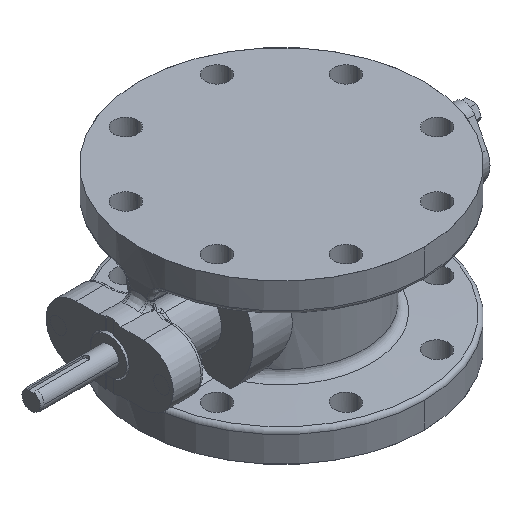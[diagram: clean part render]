
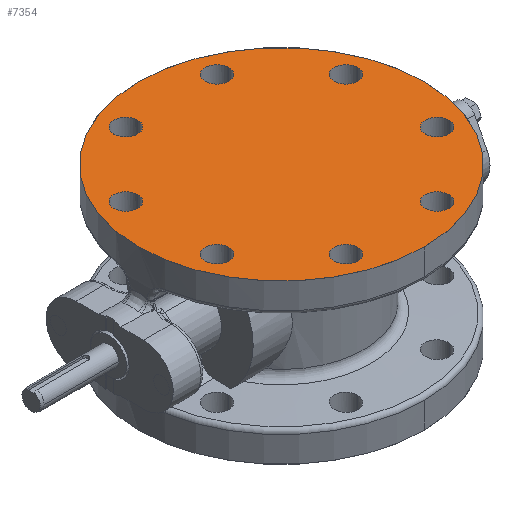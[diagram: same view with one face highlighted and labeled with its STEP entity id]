
A CAD part, isometric view. The second image highlights one B-rep face of the part: STEP entity #7354.
In plain terms, the highlighted planar face has unit normal (0, 0, 1).
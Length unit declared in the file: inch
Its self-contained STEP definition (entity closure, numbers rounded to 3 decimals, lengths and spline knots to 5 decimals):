
#1445=CARTESIAN_POINT('',(0.,0.,2.5));
#1446=DIRECTION('',(0.,0.,-1.));
#1447=DIRECTION('',(0.,1.,0.));
#1448=AXIS2_PLACEMENT_3D('',#1445,#1446,#1447);
#1455=CARTESIAN_POINT('',(1.43506,3.46455,2.5));
#1456=DIRECTION('',(0.,0.,1.));
#1457=DIRECTION('',(1.,0.,0.));
#1458=AXIS2_PLACEMENT_3D('',#1455,#1456,#1457);
#1460=CARTESIAN_POINT('',(1.43506,3.46455,2.5));
#1461=DIRECTION('',(0.,0.,1.));
#1462=DIRECTION('',(-1.,0.,0.));
#1463=AXIS2_PLACEMENT_3D('',#1460,#1461,#1462);
#1465=CARTESIAN_POINT('',(3.46455,1.43506,2.5));
#1466=DIRECTION('',(0.,0.,1.));
#1467=DIRECTION('',(1.,0.,0.));
#1468=AXIS2_PLACEMENT_3D('',#1465,#1466,#1467);
#1470=CARTESIAN_POINT('',(3.46455,1.43506,2.5));
#1471=DIRECTION('',(0.,0.,1.));
#1472=DIRECTION('',(-1.,0.,0.));
#1473=AXIS2_PLACEMENT_3D('',#1470,#1471,#1472);
#1475=CARTESIAN_POINT('',(-1.43506,3.46455,2.5));
#1476=DIRECTION('',(0.,0.,1.));
#1477=DIRECTION('',(1.,0.,0.));
#1478=AXIS2_PLACEMENT_3D('',#1475,#1476,#1477);
#1480=CARTESIAN_POINT('',(-1.43506,3.46455,2.5));
#1481=DIRECTION('',(0.,0.,1.));
#1482=DIRECTION('',(-1.,0.,0.));
#1483=AXIS2_PLACEMENT_3D('',#1480,#1481,#1482);
#1485=CARTESIAN_POINT('',(-3.46455,1.43506,2.5));
#1486=DIRECTION('',(0.,0.,1.));
#1487=DIRECTION('',(1.,0.,0.));
#1488=AXIS2_PLACEMENT_3D('',#1485,#1486,#1487);
#1490=CARTESIAN_POINT('',(-3.46455,1.43506,2.5));
#1491=DIRECTION('',(0.,0.,1.));
#1492=DIRECTION('',(-1.,0.,0.));
#1493=AXIS2_PLACEMENT_3D('',#1490,#1491,#1492);
#1495=CARTESIAN_POINT('',(-3.46455,-1.43506,2.5));
#1496=DIRECTION('',(0.,0.,1.));
#1497=DIRECTION('',(1.,0.,0.));
#1498=AXIS2_PLACEMENT_3D('',#1495,#1496,#1497);
#1500=CARTESIAN_POINT('',(-3.46455,-1.43506,2.5));
#1501=DIRECTION('',(0.,0.,1.));
#1502=DIRECTION('',(-1.,0.,0.));
#1503=AXIS2_PLACEMENT_3D('',#1500,#1501,#1502);
#1505=CARTESIAN_POINT('',(3.46455,-1.43506,2.5));
#1506=DIRECTION('',(0.,0.,1.));
#1507=DIRECTION('',(1.,0.,0.));
#1508=AXIS2_PLACEMENT_3D('',#1505,#1506,#1507);
#1510=CARTESIAN_POINT('',(3.46455,-1.43506,2.5));
#1511=DIRECTION('',(0.,0.,1.));
#1512=DIRECTION('',(-1.,0.,0.));
#1513=AXIS2_PLACEMENT_3D('',#1510,#1511,#1512);
#1515=CARTESIAN_POINT('',(1.43506,-3.46455,2.5));
#1516=DIRECTION('',(0.,0.,1.));
#1517=DIRECTION('',(1.,0.,0.));
#1518=AXIS2_PLACEMENT_3D('',#1515,#1516,#1517);
#1520=CARTESIAN_POINT('',(1.43506,-3.46455,2.5));
#1521=DIRECTION('',(0.,0.,1.));
#1522=DIRECTION('',(-1.,0.,0.));
#1523=AXIS2_PLACEMENT_3D('',#1520,#1521,#1522);
#1525=CARTESIAN_POINT('',(-1.43506,-3.46455,2.5));
#1526=DIRECTION('',(0.,0.,1.));
#1527=DIRECTION('',(1.,0.,0.));
#1528=AXIS2_PLACEMENT_3D('',#1525,#1526,#1527);
#1530=CARTESIAN_POINT('',(-1.43506,-3.46455,2.5));
#1531=DIRECTION('',(0.,0.,1.));
#1532=DIRECTION('',(-1.,0.,0.));
#1533=AXIS2_PLACEMENT_3D('',#1530,#1531,#1532);
#1535=CARTESIAN_POINT('',(0.,0.,2.5));
#1536=DIRECTION('',(0.,0.,-1.));
#1537=DIRECTION('',(0.,-1.,0.));
#1538=AXIS2_PLACEMENT_3D('',#1535,#1536,#1537);
#6180=CARTESIAN_POINT('',(0.,4.49999,2.5));
#6181=CARTESIAN_POINT('',(0.,-4.49999,2.5));
#6182=VERTEX_POINT('',#6180);
#6183=VERTEX_POINT('',#6181);
#6459=CARTESIAN_POINT('',(1.81006,3.46455,2.5));
#6460=CARTESIAN_POINT('',(1.06006,3.46455,2.5));
#6461=VERTEX_POINT('',#6459);
#6462=VERTEX_POINT('',#6460);
#6463=CARTESIAN_POINT('',(3.83955,1.43506,2.5));
#6464=CARTESIAN_POINT('',(3.08955,1.43506,2.5));
#6465=VERTEX_POINT('',#6463);
#6466=VERTEX_POINT('',#6464);
#6467=CARTESIAN_POINT('',(-1.06006,3.46455,2.5));
#6468=CARTESIAN_POINT('',(-1.81006,3.46455,2.5));
#6469=VERTEX_POINT('',#6467);
#6470=VERTEX_POINT('',#6468);
#6471=CARTESIAN_POINT('',(-3.08955,1.43506,2.5));
#6472=CARTESIAN_POINT('',(-3.83955,1.43506,2.5));
#6473=VERTEX_POINT('',#6471);
#6474=VERTEX_POINT('',#6472);
#6475=CARTESIAN_POINT('',(-3.08955,-1.43506,2.5));
#6476=CARTESIAN_POINT('',(-3.83955,-1.43506,2.5));
#6477=VERTEX_POINT('',#6475);
#6478=VERTEX_POINT('',#6476);
#6479=CARTESIAN_POINT('',(3.83955,-1.43506,2.5));
#6480=CARTESIAN_POINT('',(3.08955,-1.43506,2.5));
#6481=VERTEX_POINT('',#6479);
#6482=VERTEX_POINT('',#6480);
#6483=CARTESIAN_POINT('',(1.81006,-3.46455,2.5));
#6484=CARTESIAN_POINT('',(1.06006,-3.46455,2.5));
#6485=VERTEX_POINT('',#6483);
#6486=VERTEX_POINT('',#6484);
#6487=CARTESIAN_POINT('',(-1.06006,-3.46455,2.5));
#6488=CARTESIAN_POINT('',(-1.81006,-3.46455,2.5));
#6489=VERTEX_POINT('',#6487);
#6490=VERTEX_POINT('',#6488);
#7296=CARTESIAN_POINT('',(0.,0.,2.5));
#7297=DIRECTION('',(0.,0.,-1.));
#7298=DIRECTION('',(0.,-1.,0.));
#7299=AXIS2_PLACEMENT_3D('',#7296,#7297,#7298);
#7300=PLANE('',#7299);
#7301=ORIENTED_EDGE('',*,*,#7286,.T.);
#7303=ORIENTED_EDGE('',*,*,#7302,.T.);
#7304=EDGE_LOOP('',(#7301,#7303));
#7305=FACE_OUTER_BOUND('',#7304,.F.);
#7307=ORIENTED_EDGE('',*,*,#7306,.T.);
#7309=ORIENTED_EDGE('',*,*,#7308,.T.);
#7310=EDGE_LOOP('',(#7307,#7309));
#7311=FACE_BOUND('',#7310,.F.);
#7313=ORIENTED_EDGE('',*,*,#7312,.T.);
#7315=ORIENTED_EDGE('',*,*,#7314,.T.);
#7316=EDGE_LOOP('',(#7313,#7315));
#7317=FACE_BOUND('',#7316,.F.);
#7319=ORIENTED_EDGE('',*,*,#7318,.T.);
#7321=ORIENTED_EDGE('',*,*,#7320,.T.);
#7322=EDGE_LOOP('',(#7319,#7321));
#7323=FACE_BOUND('',#7322,.F.);
#7325=ORIENTED_EDGE('',*,*,#7324,.T.);
#7327=ORIENTED_EDGE('',*,*,#7326,.T.);
#7328=EDGE_LOOP('',(#7325,#7327));
#7329=FACE_BOUND('',#7328,.F.);
#7331=ORIENTED_EDGE('',*,*,#7330,.T.);
#7333=ORIENTED_EDGE('',*,*,#7332,.T.);
#7334=EDGE_LOOP('',(#7331,#7333));
#7335=FACE_BOUND('',#7334,.F.);
#7337=ORIENTED_EDGE('',*,*,#7336,.T.);
#7339=ORIENTED_EDGE('',*,*,#7338,.T.);
#7340=EDGE_LOOP('',(#7337,#7339));
#7341=FACE_BOUND('',#7340,.F.);
#7343=ORIENTED_EDGE('',*,*,#7342,.T.);
#7345=ORIENTED_EDGE('',*,*,#7344,.T.);
#7346=EDGE_LOOP('',(#7343,#7345));
#7347=FACE_BOUND('',#7346,.F.);
#7349=ORIENTED_EDGE('',*,*,#7348,.T.);
#7351=ORIENTED_EDGE('',*,*,#7350,.T.);
#7352=EDGE_LOOP('',(#7349,#7351));
#7353=FACE_BOUND('',#7352,.F.);
#7354=ADVANCED_FACE('',(#7305,#7311,#7317,#7323,#7329,#7335,#7341,#7347,#7353),
#7300,.F.);
#1449=CIRCLE('',#1448,4.49999);
#1459=CIRCLE('',#1458,0.375);
#1464=CIRCLE('',#1463,0.375);
#1469=CIRCLE('',#1468,0.375);
#1474=CIRCLE('',#1473,0.375);
#1479=CIRCLE('',#1478,0.375);
#1484=CIRCLE('',#1483,0.375);
#1489=CIRCLE('',#1488,0.375);
#1494=CIRCLE('',#1493,0.375);
#1499=CIRCLE('',#1498,0.375);
#1504=CIRCLE('',#1503,0.375);
#1509=CIRCLE('',#1508,0.375);
#1514=CIRCLE('',#1513,0.375);
#1519=CIRCLE('',#1518,0.375);
#1524=CIRCLE('',#1523,0.375);
#1529=CIRCLE('',#1528,0.375);
#1534=CIRCLE('',#1533,0.375);
#1539=CIRCLE('',#1538,4.49999);
#7286=EDGE_CURVE('',#6182,#6183,#1449,.T.);
#7302=EDGE_CURVE('',#6183,#6182,#1539,.T.);
#7306=EDGE_CURVE('',#6461,#6462,#1459,.T.);
#7308=EDGE_CURVE('',#6462,#6461,#1464,.T.);
#7312=EDGE_CURVE('',#6465,#6466,#1469,.T.);
#7314=EDGE_CURVE('',#6466,#6465,#1474,.T.);
#7318=EDGE_CURVE('',#6469,#6470,#1479,.T.);
#7320=EDGE_CURVE('',#6470,#6469,#1484,.T.);
#7324=EDGE_CURVE('',#6473,#6474,#1489,.T.);
#7326=EDGE_CURVE('',#6474,#6473,#1494,.T.);
#7330=EDGE_CURVE('',#6477,#6478,#1499,.T.);
#7332=EDGE_CURVE('',#6478,#6477,#1504,.T.);
#7336=EDGE_CURVE('',#6481,#6482,#1509,.T.);
#7338=EDGE_CURVE('',#6482,#6481,#1514,.T.);
#7342=EDGE_CURVE('',#6485,#6486,#1519,.T.);
#7344=EDGE_CURVE('',#6486,#6485,#1524,.T.);
#7348=EDGE_CURVE('',#6489,#6490,#1529,.T.);
#7350=EDGE_CURVE('',#6490,#6489,#1534,.T.);
